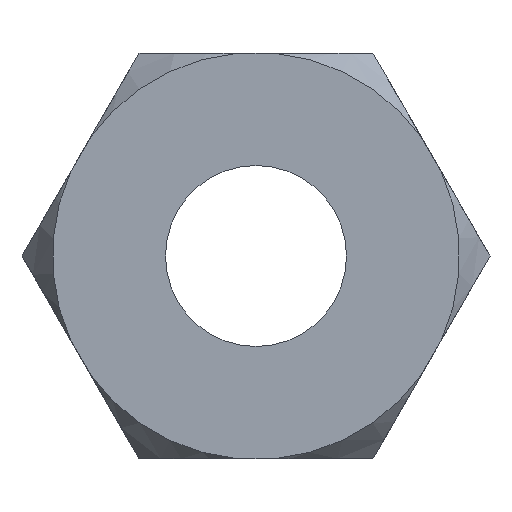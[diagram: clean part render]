
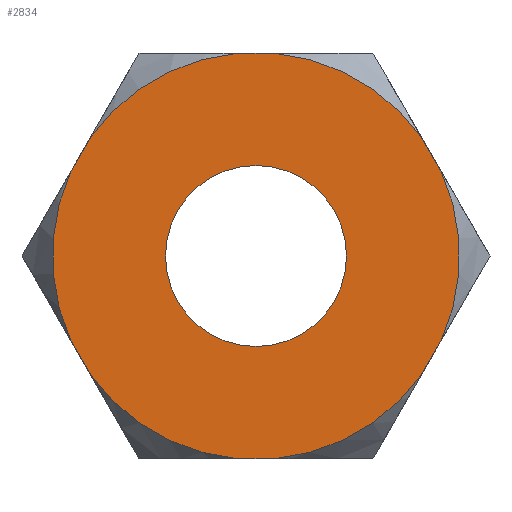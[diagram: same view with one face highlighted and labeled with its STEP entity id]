
A CAD part, front view. The second image highlights one B-rep face of the part: STEP entity #2834.
In plain terms, the highlighted planar face has unit normal (0, -1, 0).
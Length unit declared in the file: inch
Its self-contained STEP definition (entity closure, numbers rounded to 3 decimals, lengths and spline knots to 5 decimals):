
#1059=CARTESIAN_POINT('',(0.25573,0.,0.11706));
#1070=CARTESIAN_POINT('',(0.,0.,0.));
#1071=DIRECTION('',(0.,-1.,0.));
#1072=DIRECTION('',(0.909,0.,-0.416));
#1073=AXIS2_PLACEMENT_3D('',#1070,#1071,#1072);
#1078=CARTESIAN_POINT('',(0.,0.,0.));
#1079=DIRECTION('',(0.,-1.,0.));
#1080=DIRECTION('',(-0.909,0.,0.416));
#1081=AXIS2_PLACEMENT_3D('',#1078,#1079,#1080);
#1086=DIRECTION('',(-0.5,0.,-0.866));
#1087=VECTOR('',#1086,0.05297);
#1088=CARTESIAN_POINT('',(0.25573,0.,-0.11706));
#1089=LINE('',#1088,#1087);
#1093=CARTESIAN_POINT('',(0.,0.,0.));
#1094=DIRECTION('',(0.,1.,0.));
#1095=DIRECTION('',(0.815,0.,-0.579));
#1096=AXIS2_PLACEMENT_3D('',#1093,#1094,#1095);
#1101=DIRECTION('',(-1.,0.,0.));
#1102=VECTOR('',#1101,0.05297);
#1103=CARTESIAN_POINT('',(0.02649,0.,-0.28));
#1104=LINE('',#1103,#1102);
#1108=CARTESIAN_POINT('',(0.,0.,0.));
#1109=DIRECTION('',(0.,1.,0.));
#1110=DIRECTION('',(-0.094,0.,-0.996));
#1111=AXIS2_PLACEMENT_3D('',#1108,#1109,#1110);
#1116=DIRECTION('',(-0.5,0.,0.866));
#1117=VECTOR('',#1116,0.05297);
#1118=CARTESIAN_POINT('',(-0.22924,0.,-0.16294));
#1119=LINE('',#1118,#1117);
#1123=DIRECTION('',(0.5,0.,0.866));
#1124=VECTOR('',#1123,0.05297);
#1125=CARTESIAN_POINT('',(-0.25573,0.,0.11706));
#1126=LINE('',#1125,#1124);
#1130=CARTESIAN_POINT('',(0.,0.,0.));
#1131=DIRECTION('',(0.,1.,0.));
#1132=DIRECTION('',(-0.815,0.,0.579));
#1133=AXIS2_PLACEMENT_3D('',#1130,#1131,#1132);
#1138=DIRECTION('',(1.,0.,0.));
#1139=VECTOR('',#1138,0.05297);
#1140=CARTESIAN_POINT('',(-0.02649,0.,0.28));
#1141=LINE('',#1140,#1139);
#1145=CARTESIAN_POINT('',(0.,0.,0.));
#1146=DIRECTION('',(0.,1.,0.));
#1147=DIRECTION('',(0.094,0.,0.996));
#1148=AXIS2_PLACEMENT_3D('',#1145,#1146,#1147);
#1153=DIRECTION('',(0.5,0.,-0.866));
#1154=VECTOR('',#1153,0.05297);
#1155=CARTESIAN_POINT('',(0.22924,0.,0.16294));
#1156=LINE('',#1155,#1154);
#1160=CARTESIAN_POINT('',(0.,0.,0.));
#1161=DIRECTION('',(0.,-1.,0.));
#1162=DIRECTION('',(1.,0.,0.));
#1163=AXIS2_PLACEMENT_3D('',#1160,#1161,#1162);
#1168=CARTESIAN_POINT('',(0.,0.,0.));
#1169=DIRECTION('',(0.,-1.,0.));
#1170=DIRECTION('',(-1.,0.,0.));
#1171=AXIS2_PLACEMENT_3D('',#1168,#1169,#1170);
#1183=CARTESIAN_POINT('',(0.25573,0.,-0.11706));
#1324=CARTESIAN_POINT('',(-0.25573,0.,-0.11706));
#1342=CARTESIAN_POINT('',(-0.25573,0.,0.11706));
#1759=CARTESIAN_POINT('',(0.22924,0.,-0.16294));
#1760=CARTESIAN_POINT('',(0.02649,0.,-0.28));
#1761=VERTEX_POINT('',#1759);
#1762=VERTEX_POINT('',#1760);
#1763=CARTESIAN_POINT('',(-0.02649,0.,-0.28));
#1764=CARTESIAN_POINT('',(-0.22924,0.,-0.16294));
#1765=VERTEX_POINT('',#1763);
#1766=VERTEX_POINT('',#1764);
#1767=CARTESIAN_POINT('',(-0.22924,0.,0.16294));
#1768=CARTESIAN_POINT('',(-0.02649,0.,0.28));
#1769=VERTEX_POINT('',#1767);
#1770=VERTEX_POINT('',#1768);
#1771=CARTESIAN_POINT('',(0.02649,0.,0.28));
#1772=CARTESIAN_POINT('',(0.22924,0.,0.16294));
#1773=VERTEX_POINT('',#1771);
#1774=VERTEX_POINT('',#1772);
#1795=VERTEX_POINT('',#1059);
#1799=VERTEX_POINT('',#1183);
#1805=VERTEX_POINT('',#1324);
#1809=VERTEX_POINT('',#1342);
#1915=CARTESIAN_POINT('',(0.125,0.,0.));
#1916=CARTESIAN_POINT('',(-0.125,0.,0.));
#1917=VERTEX_POINT('',#1915);
#1918=VERTEX_POINT('',#1916);
#2804=CARTESIAN_POINT('',(0.,0.,0.));
#2805=DIRECTION('',(0.,1.,0.));
#2806=DIRECTION('',(1.,0.,0.));
#2807=AXIS2_PLACEMENT_3D('',#2804,#2805,#2806);
#2808=PLANE('',#2807);
#2809=ORIENTED_EDGE('',*,*,#2754,.F.);
#2811=ORIENTED_EDGE('',*,*,#2810,.T.);
#2812=ORIENTED_EDGE('',*,*,#2767,.T.);
#2814=ORIENTED_EDGE('',*,*,#2813,.T.);
#2815=ORIENTED_EDGE('',*,*,#2781,.T.);
#2817=ORIENTED_EDGE('',*,*,#2816,.T.);
#2818=ORIENTED_EDGE('',*,*,#2799,.F.);
#2820=ORIENTED_EDGE('',*,*,#2819,.T.);
#2821=ORIENTED_EDGE('',*,*,#2740,.T.);
#2823=ORIENTED_EDGE('',*,*,#2822,.T.);
#2824=ORIENTED_EDGE('',*,*,#2727,.T.);
#2825=ORIENTED_EDGE('',*,*,#2717,.T.);
#2826=EDGE_LOOP('',(#2809,#2811,#2812,#2814,#2815,#2817,#2818,#2820,#2821,#2823,
#2824,#2825));
#2827=FACE_OUTER_BOUND('',#2826,.F.);
#2829=ORIENTED_EDGE('',*,*,#2828,.T.);
#2831=ORIENTED_EDGE('',*,*,#2830,.T.);
#2832=EDGE_LOOP('',(#2829,#2831));
#2833=FACE_BOUND('',#2832,.F.);
#2834=ADVANCED_FACE('',(#2827,#2833),#2808,.F.);
#1074=CIRCLE('',#1073,0.28125);
#1082=CIRCLE('',#1081,0.28125);
#1097=CIRCLE('',#1096,0.28125);
#1112=CIRCLE('',#1111,0.28125);
#1134=CIRCLE('',#1133,0.28125);
#1149=CIRCLE('',#1148,0.28125);
#1164=CIRCLE('',#1163,0.125);
#1172=CIRCLE('',#1171,0.125);
#2717=EDGE_CURVE('',#1774,#1795,#1156,.T.);
#2727=EDGE_CURVE('',#1773,#1774,#1149,.T.);
#2740=EDGE_CURVE('',#1769,#1770,#1134,.T.);
#2754=EDGE_CURVE('',#1799,#1795,#1074,.T.);
#2767=EDGE_CURVE('',#1761,#1762,#1097,.T.);
#2781=EDGE_CURVE('',#1765,#1766,#1112,.T.);
#2799=EDGE_CURVE('',#1809,#1805,#1082,.T.);
#2810=EDGE_CURVE('',#1799,#1761,#1089,.T.);
#2813=EDGE_CURVE('',#1762,#1765,#1104,.T.);
#2816=EDGE_CURVE('',#1766,#1805,#1119,.T.);
#2819=EDGE_CURVE('',#1809,#1769,#1126,.T.);
#2822=EDGE_CURVE('',#1770,#1773,#1141,.T.);
#2828=EDGE_CURVE('',#1917,#1918,#1164,.T.);
#2830=EDGE_CURVE('',#1918,#1917,#1172,.T.);
